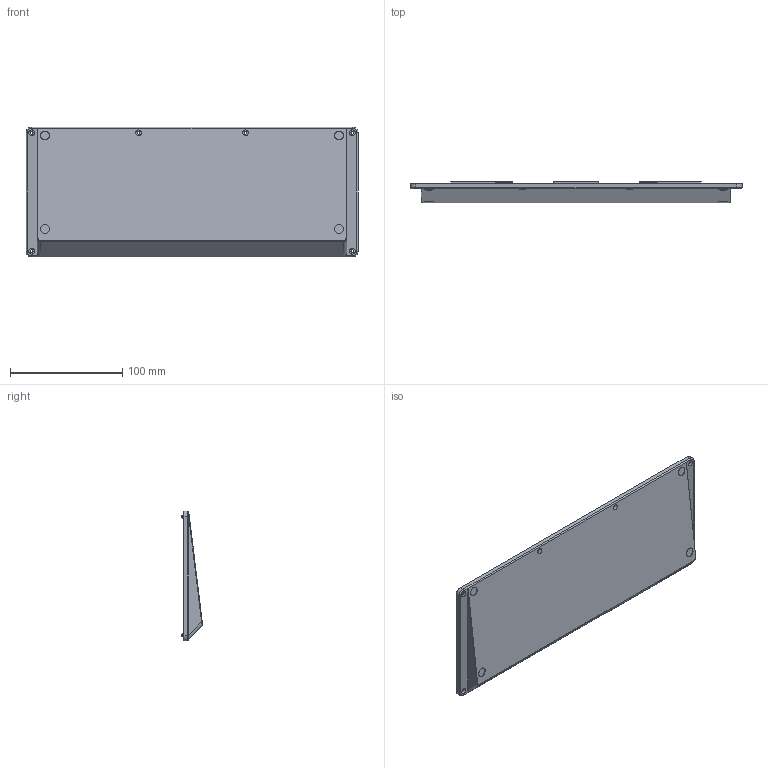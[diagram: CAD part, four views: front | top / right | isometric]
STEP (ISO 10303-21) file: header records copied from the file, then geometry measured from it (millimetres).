
FILE_DESCRIPTION(/* description */ (''),/* implementation_level */ '2;1');
FILE_NAME(/* name */ 'Bot (No weight).step',/* time_stamp */ '2021-08-11T17:34:38+07:00',/* author */ (''),/* organization */ (''),/* preprocessor_version */ 'ST-DEVELOPER v18.1',/* originating_system */ 'Autodesk Translation Framework v10.9.0.1377',/* authorisation */ '');
FILE_SCHEMA (('AUTOMOTIVE_DESIGN { 1 0 10303 214 3 1 1 }'));
Length unit declared in the file: millimetre
Products named in the file (1): Bot (No weight)
Bounding box: 296.25 x 18.78 x 115.75 mm (x, y, z)
Volume: 290274.3 mm3; surface area: 77483.1 mm2
Topology: 1 solids, 1 shells, 128 faces, 290 edges, 180 vertices
Faces by surface type: plane 64, cylinder 44, cone 12, torus 4, bspline 4
Full cylindrical faces by diameter (mm): 2.5 x6, 5 x6, 8 x4
Entity records: 3696 total; most frequent: CARTESIAN_POINT 701, DIRECTION 636, ORIENTED_EDGE 580, EDGE_CURVE 290, AXIS2_PLACEMENT_3D 229, VERTEX_POINT 180, LINE 178, VECTOR 178
